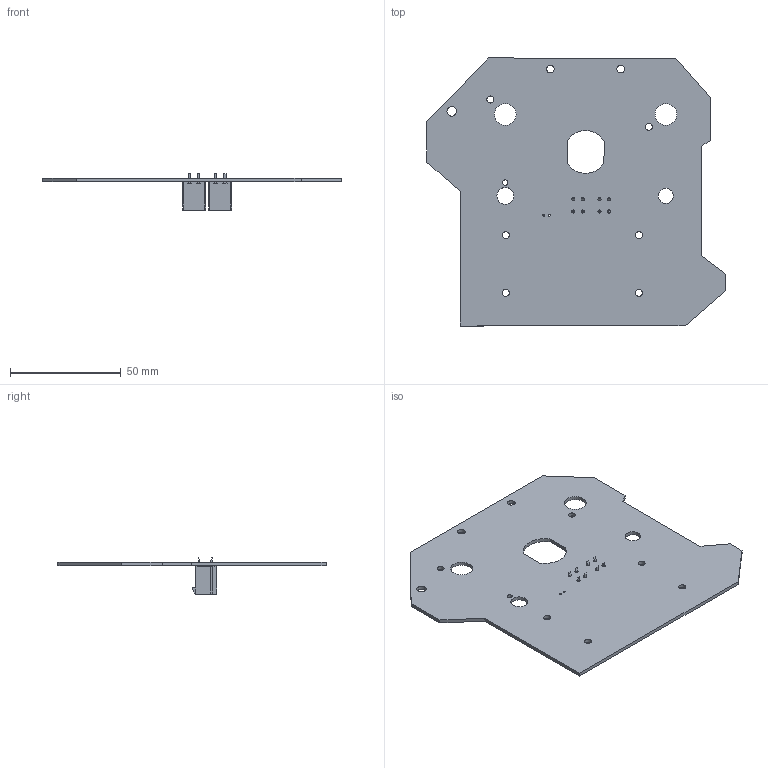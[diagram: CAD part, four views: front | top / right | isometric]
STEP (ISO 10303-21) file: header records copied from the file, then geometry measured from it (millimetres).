
FILE_DESCRIPTION(('KiCad electronic assembly'),'2;1');
FILE_NAME('KY-58 PANEL.step','2023-01-09T18:56:09',('Pcbnew'),('Kicad'), 'Open CASCADE STEP processor 7.6','KiCad to STEP converter','Unknown' );
FILE_SCHEMA(('AUTOMOTIVE_DESIGN { 1 0 10303 214 1 1 1 1 }'));
Length unit declared in the file: millimetre
Products named in the file (4): KY-58 PANEL 1; Molex_Mini-Fit_Jr_5566-04A_2x02_P4.20mm_Vertical; SOLID; KY-58 PANEL PCB
Assembly tree (4 placements, depth 3):
  KY-58 PANEL 1
    Molex_Mini-Fit_Jr_5566-04A_2x02_P4.20mm_Vertical  x2
      SOLID
    KY-58 PANEL PCB
Bounding box: 134.72 x 120.82 x 16.3 mm (x, y, z)
Volume: 22431.4 mm3; surface area: 30201.2 mm2
Topology: 3 solids, 3 shells, 301 faces, 809 edges, 538 vertices
Faces by surface type: plane 273, cylinder 28
Full cylindrical faces by diameter (mm): 0.9 x2, 1.4 x8, 2.38 x1, 3.175 x2, 3.2 x4, 3.454 x2, 4.305 x1, 6.858 x1, 7.54 x1, 9.804 x2
Entity records: 11598 total; most frequent: CARTESIAN_POINT 1891, DIRECTION 1805, LINE 1290, VECTOR 1290, ORIENTED_EDGE 932, PCURVE 932, DEFINITIONAL_REPRESENTATION 932, EDGE_CURVE 466
